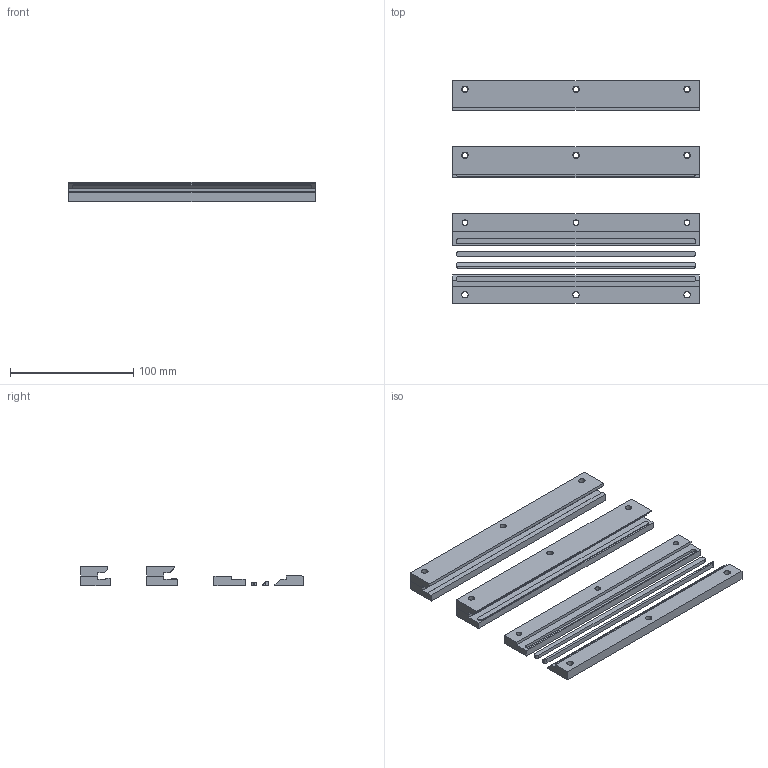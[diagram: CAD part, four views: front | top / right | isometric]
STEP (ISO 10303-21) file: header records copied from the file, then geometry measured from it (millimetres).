
FILE_DESCRIPTION(/* description */ (''),/* implementation_level */ '2;1');
FILE_NAME(/* name */ 'ALU-GL~1',/* time_stamp */ '2018-06-03T23:28:07+02:00',/* author */ (''),/* organization */ (''),/* preprocessor_version */ 'ST-DEVELOPER v15',/* originating_system */ '',/* authorisation */ '');
FILE_SCHEMA (('AUTOMOTIVE_DESIGN'));
Length unit declared in the file: millimetre
Products named in the file (1): Document
Bounding box: 200 x 180.53 x 16 mm (x, y, z)
Volume: 192741.4 mm3; surface area: 92985.6 mm2
Topology: 10 solids, 10 shells, 167 faces, 435 edges, 290 vertices
Faces by surface type: bspline 92, plane 75
Entity records: 5049 total; most frequent: CARTESIAN_POINT 2429, ORIENTED_EDGE 870, EDGE_CURVE 435, VERTEX_POINT 290, EDGE_LOOP 205, B_SPLINE_CURVE_WITH_KNOTS 171, ADVANCED_FACE 167, FACE_OUTER_BOUND 167
